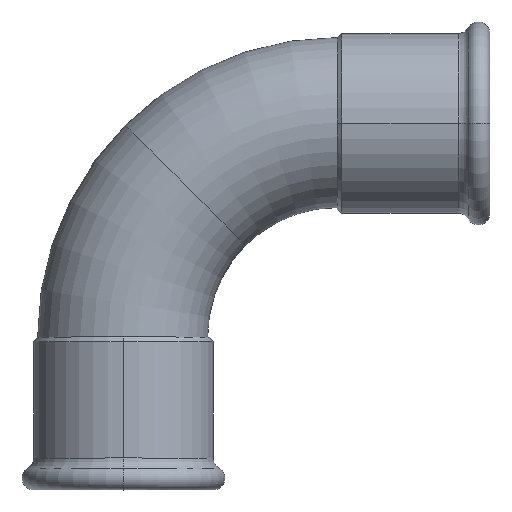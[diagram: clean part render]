
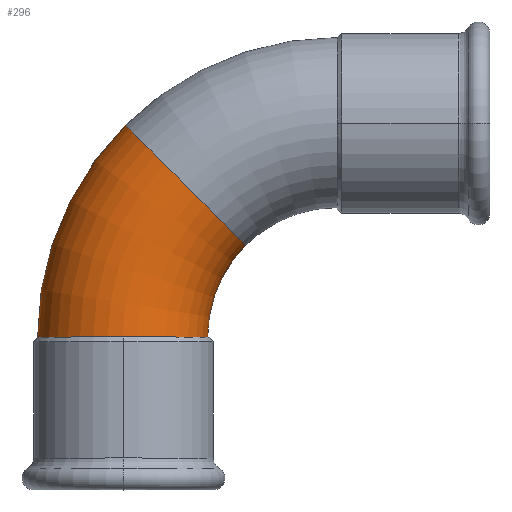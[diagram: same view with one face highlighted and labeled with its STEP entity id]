
A CAD part, top view. The second image highlights one B-rep face of the part: STEP entity #296.
In plain terms, the highlighted toroidal (fillet/blend) face has major radius 111 mm and minor radius 44 mm.
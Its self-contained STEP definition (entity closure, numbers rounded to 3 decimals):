
#1 = FACE_OUTER_BOUND ( 'NONE', #1231, .T. ) ;
#24 = CARTESIAN_POINT ( 'NONE',  ( 16.511, 94.489, 0. ) ) ;
#38 = AXIS2_PLACEMENT_3D ( 'NONE', #24, #136, #142 ) ;
#44 = ORIENTED_EDGE ( 'NONE', *, *, #1177, .T. ) ;
#70 = DIRECTION ( 'NONE',  ( 0., -1., 0. ) ) ;
#71 = CARTESIAN_POINT ( 'NONE',  ( -60., 16., 0. ) ) ;
#100 = EDGE_CURVE ( 'NONE', #416, #1349, #1294, .T. ) ;
#136 = DIRECTION ( 'NONE',  ( -0.707, -0.707, 0. ) ) ;
#142 = DIRECTION ( 'NONE',  ( 0.707, -0.707, 0. ) ) ;
#163 = DIRECTION ( 'NONE',  ( 1., 0., 0. ) ) ;
#174 = AXIS2_PLACEMENT_3D ( 'NONE', #469, #258, #70 ) ;
#258 = DIRECTION ( 'NONE',  ( 0., 0., 1. ) ) ;
#264 = AXIS2_PLACEMENT_3D ( 'NONE', #922, #402, #954 ) ;
#292 = CARTESIAN_POINT ( 'NONE',  ( -14.602, 125.602, 0. ) ) ;
#296 = ADVANCED_FACE ( 'NONE', ( #1 ), #744, .T. ) ;
#402 = DIRECTION ( 'NONE',  ( 0., 0., 1. ) ) ;
#416 = VERTEX_POINT ( 'NONE', #292 ) ;
#466 = VERTEX_POINT ( 'NONE', #680 ) ;
#469 = CARTESIAN_POINT ( 'NONE',  ( 95., 16., 0. ) ) ;
#492 = EDGE_CURVE ( 'NONE', #466, #1349, #994, .T. ) ;
#500 = VERTEX_POINT ( 'NONE', #600 ) ;
#508 = AXIS2_PLACEMENT_3D ( 'NONE', #686, #698, #163 ) ;
#600 = CARTESIAN_POINT ( 'NONE',  ( 47.624, 63.376, 0. ) ) ;
#634 = CIRCLE ( 'NONE', #38, 44. ) ;
#656 = DIRECTION ( 'NONE',  ( 0., 0., 1. ) ) ;
#680 = CARTESIAN_POINT ( 'NONE',  ( 28., 16., 0. ) ) ;
#686 = CARTESIAN_POINT ( 'NONE',  ( -16., 16., 0. ) ) ;
#698 = DIRECTION ( 'NONE',  ( 0., -1., 0. ) ) ;
#744 = TOROIDAL_SURFACE ( 'NONE', #264, 111., 44. ) ;
#753 = CARTESIAN_POINT ( 'NONE',  ( 95., 16., 0. ) ) ;
#769 = ORIENTED_EDGE ( 'NONE', *, *, #1234, .F. ) ;
#886 = ORIENTED_EDGE ( 'NONE', *, *, #100, .T. ) ;
#922 = CARTESIAN_POINT ( 'NONE',  ( 95., 16., 0. ) ) ;
#954 = DIRECTION ( 'NONE',  ( 0., -1., 0. ) ) ;
#971 = AXIS2_PLACEMENT_3D ( 'NONE', #753, #656, #978 ) ;
#978 = DIRECTION ( 'NONE',  ( 0., -1., 0. ) ) ;
#994 = CIRCLE ( 'NONE', #508, 44. ) ;
#1060 = ORIENTED_EDGE ( 'NONE', *, *, #492, .F. ) ;
#1137 = CIRCLE ( 'NONE', #971, 67. ) ;
#1177 = EDGE_CURVE ( 'NONE', #500, #416, #634, .T. ) ;
#1231 = EDGE_LOOP ( 'NONE', ( #44, #886, #1060, #769 ) ) ;
#1234 = EDGE_CURVE ( 'NONE', #500, #466, #1137, .T. ) ;
#1294 = CIRCLE ( 'NONE', #174, 155. ) ;
#1349 = VERTEX_POINT ( 'NONE', #71 ) ;
